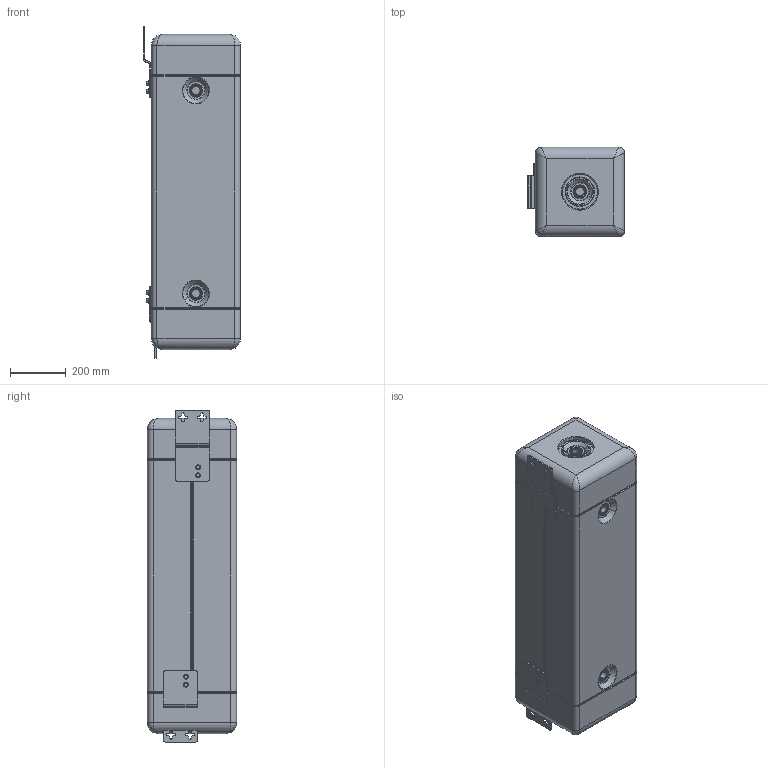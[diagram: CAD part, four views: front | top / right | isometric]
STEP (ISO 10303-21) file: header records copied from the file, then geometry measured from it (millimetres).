
FILE_DESCRIPTION(('CATIA V5 STEP Exchange','CAx-IF Rec.Pracs.--- Model Styling and Organization---1.5--- 2016-08-15','CAx-IF Rec.Pracs.---Supplemental Geometry---1.0---2011-11-01','CAx-IF Rec.Pracs.--- Composite Materials ---3.4---2017-06-13','CAx-IF Rec.Pracs.---Tessellated 3D Geometry---1.0---2015-12-17'),'2;1');
FILE_NAME('STEP_548530_-_TST.stp','2023-10-02T12:10:15+00:00',('none'),('none'),'CATIA Version 5-6 Release 2020 SP5','CATIA V5 STEP AP242 v2','none');
FILE_SCHEMA(('AP242_MANAGED_MODEL_BASED_3D_ENGINEERING_MIM_LF {1 0 10303 442 1 1 4}'));
Products named in the file (1): 548530 - TST
Bounding box: 348 x 320 x 1192 mm (x, y, z)
Volume: 111423366 mm3; surface area: 3642774.3 mm2
Topology: 1 solids, 10 shells, 2056 faces, 5025 edges, 2907 vertices
Faces by surface type: cylinder 682, plane 461, torus 436, bspline 311, cone 112, sphere 54
Entity records: 78024 total; most frequent: CARTESIAN_POINT 35910, ORIENTED_EDGE 9846, DIRECTION 6389, EDGE_CURVE 4923, AXIS2_PLACEMENT_3D 3325, VERTEX_POINT 2907, EDGE_LOOP 2162, ADVANCED_FACE 2056
